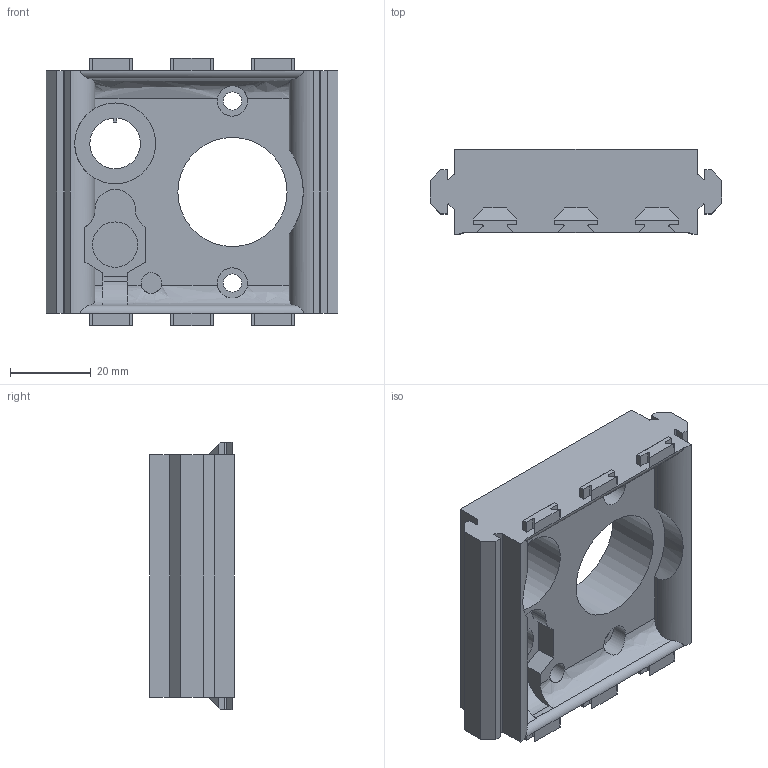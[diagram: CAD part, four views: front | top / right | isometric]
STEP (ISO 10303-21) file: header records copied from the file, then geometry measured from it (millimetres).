
FILE_DESCRIPTION(/* description */ (''),/* implementation_level */ '2;1');
FILE_NAME(/* name */ 'Water and power inlet_v8.step',/* time_stamp */ '2022-05-10T16:53:38+01:00',/* author */ (''),/* organization */ (''),/* preprocessor_version */ 'ST-DEVELOPER v18.1',/* originating_system */ 'Autodesk Translation Framework v10.14.0.1471',/* authorisation */ '');
FILE_SCHEMA (('AUTOMOTIVE_DESIGN { 1 0 10303 214 3 1 1 }'));
Length unit declared in the file: millimetre
Products named in the file (1): Water and power inlet
Bounding box: 72.1 x 21 x 66 mm (x, y, z)
Volume: 46885.9 mm3; surface area: 17906.7 mm2
Topology: 1 solids, 1 shells, 173 faces, 491 edges, 323 vertices
Faces by surface type: plane 120, cylinder 50, bspline 3
Full cylindrical faces by diameter (mm): 4.5 x2, 5.1 x1, 6 x1, 7.5 x2, 11.2 x1, 16 x1, 20 x1, 27 x1
Entity records: 5891 total; most frequent: CARTESIAN_POINT 1311, ORIENTED_EDGE 982, DIRECTION 903, EDGE_CURVE 491, LINE 361, VECTOR 361, VERTEX_POINT 323, AXIS2_PLACEMENT_3D 271
